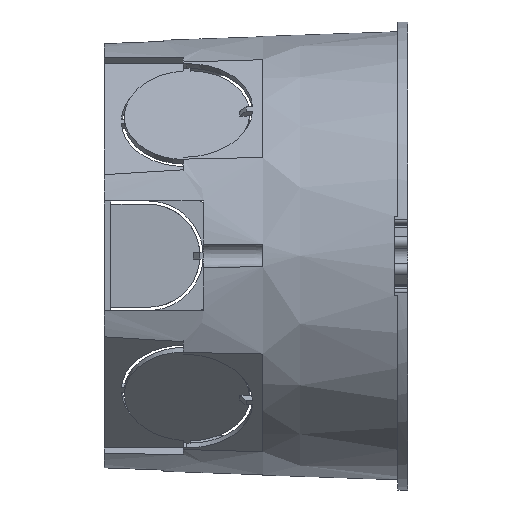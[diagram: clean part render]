
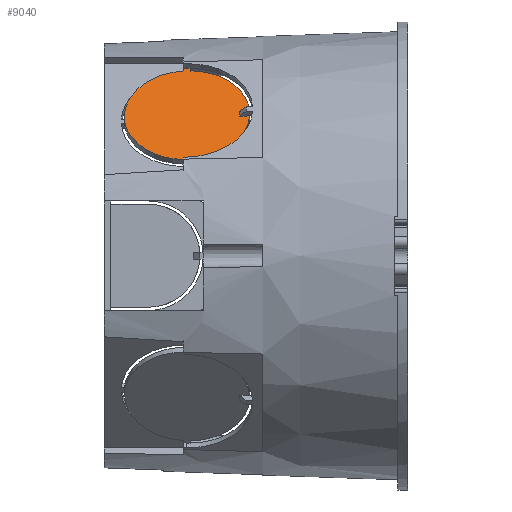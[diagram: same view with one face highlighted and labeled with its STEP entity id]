
A CAD part, left-side view. The second image highlights one B-rep face of the part: STEP entity #9040.
In plain terms, the highlighted planar face has unit normal (-0.707, 0.035, 0.707).
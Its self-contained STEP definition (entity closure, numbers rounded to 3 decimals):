
#841 = VERTEX_POINT ( 'NONE', #13301 ) ;
#897 = EDGE_CURVE ( 'NONE', #841, #1594, #14559, .T. ) ;
#1020 = ORIENTED_EDGE ( 'NONE', *, *, #1175, .F. ) ;
#1175 = EDGE_CURVE ( 'NONE', #17485, #18241, #20185, .T. ) ;
#1279 = DIRECTION ( 'NONE',  ( 0.707, -0.035, -0.707 ) ) ;
#1491 = EDGE_CURVE ( 'NONE', #14351, #8981, #6660, .T. ) ;
#1594 = VERTEX_POINT ( 'NONE', #13653 ) ;
#1768 = ORIENTED_EDGE ( 'NONE', *, *, #1491, .T. ) ;
#1823 = ORIENTED_EDGE ( 'NONE', *, *, #8033, .T. ) ;
#2313 = LINE ( 'NONE', #19159, #12504 ) ;
#2367 = ORIENTED_EDGE ( 'NONE', *, *, #18355, .T. ) ;
#2489 = ORIENTED_EDGE ( 'NONE', *, *, #10145, .T. ) ;
#2723 = EDGE_CURVE ( 'NONE', #1594, #20973, #6895, .T. ) ;
#3709 = CARTESIAN_POINT ( 'NONE',  ( -21.192, 23.984, 21.899 ) ) ;
#3919 = ORIENTED_EDGE ( 'NONE', *, *, #17995, .T. ) ;
#3982 = PLANE ( 'NONE',  #8409 ) ;
#4195 = CIRCLE ( 'NONE', #22166, 10. ) ;
#4495 = DIRECTION ( 'NONE',  ( -0.707, 0., -0.707 ) ) ;
#4603 = AXIS2_PLACEMENT_3D ( 'NONE', #12119, #1279, #13918 ) ;
#5452 = EDGE_CURVE ( 'NONE', #17000, #17485, #11013, .T. ) ;
#5740 = CARTESIAN_POINT ( 'NONE',  ( -21.311, 33.465, 21.311 ) ) ;
#5777 = CARTESIAN_POINT ( 'NONE',  ( -21.311, 33.465, 21.311 ) ) ;
#5807 = DIRECTION ( 'NONE',  ( 0.707, 0., 0.707 ) ) ;
#6073 = DIRECTION ( 'NONE',  ( -0.707, 0.035, 0.707 ) ) ;
#6219 = DIRECTION ( 'NONE',  ( 0.707, -0.035, -0.707 ) ) ;
#6225 = LINE ( 'NONE', #10928, #9904 ) ;
#6316 = EDGE_CURVE ( 'NONE', #8348, #8981, #12674, .T. ) ;
#6352 = CARTESIAN_POINT ( 'NONE',  ( -21.155, 25.465, 21.862 ) ) ;
#6660 = CIRCLE ( 'NONE', #18278, 9.5 ) ;
#6686 = CARTESIAN_POINT ( 'NONE',  ( -21.899, 23.984, 21.192 ) ) ;
#6832 = DIRECTION ( 'NONE',  ( -0.707, 0.035, 0.707 ) ) ;
#6895 = LINE ( 'NONE', #20190, #15901 ) ;
#6924 = AXIS2_PLACEMENT_3D ( 'NONE', #17599, #6832, #19388 ) ;
#6965 = DIRECTION ( 'NONE',  ( 0.707, -0.035, -0.707 ) ) ;
#7120 = EDGE_CURVE ( 'NONE', #20322, #8348, #18781, .T. ) ;
#7311 = DIRECTION ( 'NONE',  ( -0.707, 0., -0.707 ) ) ;
#7586 = DIRECTION ( 'NONE',  ( 0.707, 0., 0.707 ) ) ;
#7675 = CARTESIAN_POINT ( 'NONE',  ( -21.311, 33.465, 21.311 ) ) ;
#7797 = CARTESIAN_POINT ( 'NONE',  ( -13.544, 33., 29.101 ) ) ;
#8033 = EDGE_CURVE ( 'NONE', #18789, #20973, #15653, .T. ) ;
#8348 = VERTEX_POINT ( 'NONE', #12230 ) ;
#8382 = DIRECTION ( 'NONE',  ( -0.707, 0., -0.707 ) ) ;
#8409 = AXIS2_PLACEMENT_3D ( 'NONE', #5740, #16597, #5807 ) ;
#8974 = CARTESIAN_POINT ( 'NONE',  ( -28.005, 34., 14.591 ) ) ;
#8981 = VERTEX_POINT ( 'NONE', #12834 ) ;
#9040 = ADVANCED_FACE ( 'NONE', ( #17318 ), #3982, .T. ) ;
#9480 = DIRECTION ( 'NONE',  ( 0.707, 0., 0.707 ) ) ;
#9563 = CARTESIAN_POINT ( 'NONE',  ( -28.359, 34., 14.237 ) ) ;
#9637 = CARTESIAN_POINT ( 'NONE',  ( -14.24, 33.465, 28.382 ) ) ;
#9781 = VECTOR ( 'NONE', #15395, 1000. ) ;
#9904 = VECTOR ( 'NONE', #7311, 1000. ) ;
#10145 = EDGE_CURVE ( 'NONE', #16031, #21849, #2313, .T. ) ;
#10355 = EDGE_LOOP ( 'NONE', ( #3919, #2367, #1020, #16021, #17126, #1823, #22835, #23191, #17720, #1768, #23263, #14052, #16122, #2489 ) ) ;
#10450 = LINE ( 'NONE', #17111, #15227 ) ;
#10928 = CARTESIAN_POINT ( 'NONE',  ( -13.544, 33., 29.101 ) ) ;
#11013 = CIRCLE ( 'NONE', #4603, 10. ) ;
#11228 = DIRECTION ( 'NONE',  ( -0.025, -0.999, 0.025 ) ) ;
#12119 = CARTESIAN_POINT ( 'NONE',  ( -21.311, 33.465, 21.311 ) ) ;
#12133 = CIRCLE ( 'NONE', #6924, 9.5 ) ;
#12230 = CARTESIAN_POINT ( 'NONE',  ( -14.259, 33., 28.386 ) ) ;
#12504 = VECTOR ( 'NONE', #8382, 1000. ) ;
#12639 = LINE ( 'NONE', #17090, #22216 ) ;
#12674 = LINE ( 'NONE', #7797, #17435 ) ;
#12834 = CARTESIAN_POINT ( 'NONE',  ( -14.613, 33., 28.032 ) ) ;
#13178 = CARTESIAN_POINT ( 'NONE',  ( -14.237, 34., 28.359 ) ) ;
#13301 = CARTESIAN_POINT ( 'NONE',  ( -21.155, 25.465, 21.862 ) ) ;
#13576 = EDGE_CURVE ( 'NONE', #14351, #841, #12639, .T. ) ;
#13653 = CARTESIAN_POINT ( 'NONE',  ( -21.862, 25.465, 21.155 ) ) ;
#13910 = AXIS2_PLACEMENT_3D ( 'NONE', #17742, #6965, #19548 ) ;
#13918 = DIRECTION ( 'NONE',  ( 0.707, 0., 0.707 ) ) ;
#14052 = ORIENTED_EDGE ( 'NONE', *, *, #7120, .F. ) ;
#14351 = VERTEX_POINT ( 'NONE', #3709 ) ;
#14559 = LINE ( 'NONE', #6352, #9781 ) ;
#14807 = VERTEX_POINT ( 'NONE', #8974 ) ;
#15227 = VECTOR ( 'NONE', #4495, 1000. ) ;
#15395 = DIRECTION ( 'NONE',  ( -0.707, 0., -0.707 ) ) ;
#15653 = CIRCLE ( 'NONE', #17895, 9.5 ) ;
#15901 = VECTOR ( 'NONE', #11228, 1000. ) ;
#15966 = CARTESIAN_POINT ( 'NONE',  ( -28.382, 33.465, 14.24 ) ) ;
#16021 = ORIENTED_EDGE ( 'NONE', *, *, #5452, .F. ) ;
#16031 = VERTEX_POINT ( 'NONE', #13178 ) ;
#16122 = ORIENTED_EDGE ( 'NONE', *, *, #19265, .F. ) ;
#16597 = DIRECTION ( 'NONE',  ( -0.707, 0.035, 0.707 ) ) ;
#16778 = DIRECTION ( 'NONE',  ( -0.707, 0., -0.707 ) ) ;
#16797 = CARTESIAN_POINT ( 'NONE',  ( -14.591, 34., 28.005 ) ) ;
#16863 = CARTESIAN_POINT ( 'NONE',  ( -21.311, 33.465, 21.311 ) ) ;
#17000 = VERTEX_POINT ( 'NONE', #19698 ) ;
#17010 = CARTESIAN_POINT ( 'NONE',  ( -21.311, 33.465, 21.311 ) ) ;
#17090 = CARTESIAN_POINT ( 'NONE',  ( -21.241, 21.965, 21.949 ) ) ;
#17111 = CARTESIAN_POINT ( 'NONE',  ( -13.52, 34., 29.076 ) ) ;
#17126 = ORIENTED_EDGE ( 'NONE', *, *, #17596, .F. ) ;
#17318 = FACE_OUTER_BOUND ( 'NONE', #10355, .T. ) ;
#17435 = VECTOR ( 'NONE', #16778, 1000. ) ;
#17485 = VERTEX_POINT ( 'NONE', #15966 ) ;
#17596 = EDGE_CURVE ( 'NONE', #18789, #17000, #6225, .T. ) ;
#17599 = CARTESIAN_POINT ( 'NONE',  ( -21.311, 33.465, 21.311 ) ) ;
#17720 = ORIENTED_EDGE ( 'NONE', *, *, #13576, .F. ) ;
#17742 = CARTESIAN_POINT ( 'NONE',  ( -21.311, 33.465, 21.311 ) ) ;
#17895 = AXIS2_PLACEMENT_3D ( 'NONE', #5777, #18367, #7586 ) ;
#17995 = EDGE_CURVE ( 'NONE', #21849, #14807, #12133, .T. ) ;
#18241 = VERTEX_POINT ( 'NONE', #9563 ) ;
#18278 = AXIS2_PLACEMENT_3D ( 'NONE', #16863, #6073, #18662 ) ;
#18355 = EDGE_CURVE ( 'NONE', #14807, #18241, #10450, .T. ) ;
#18367 = DIRECTION ( 'NONE',  ( -0.707, 0.035, 0.707 ) ) ;
#18662 = DIRECTION ( 'NONE',  ( 0.707, 0., 0.707 ) ) ;
#18781 = CIRCLE ( 'NONE', #21353, 10. ) ;
#18789 = VERTEX_POINT ( 'NONE', #18909 ) ;
#18790 = DIRECTION ( 'NONE',  ( 0.707, 0., 0.707 ) ) ;
#18909 = CARTESIAN_POINT ( 'NONE',  ( -28.032, 33., 14.613 ) ) ;
#19159 = CARTESIAN_POINT ( 'NONE',  ( -13.52, 34., 29.076 ) ) ;
#19265 = EDGE_CURVE ( 'NONE', #16031, #20322, #4195, .T. ) ;
#19388 = DIRECTION ( 'NONE',  ( 0.707, 0., 0.707 ) ) ;
#19548 = DIRECTION ( 'NONE',  ( 0.707, 0., 0.707 ) ) ;
#19698 = CARTESIAN_POINT ( 'NONE',  ( -28.386, 33., 14.259 ) ) ;
#20185 = CIRCLE ( 'NONE', #13910, 10. ) ;
#20190 = CARTESIAN_POINT ( 'NONE',  ( -21.862, 25.465, 21.155 ) ) ;
#20267 = DIRECTION ( 'NONE',  ( 0.707, -0.035, -0.707 ) ) ;
#20322 = VERTEX_POINT ( 'NONE', #9637 ) ;
#20973 = VERTEX_POINT ( 'NONE', #6686 ) ;
#21353 = AXIS2_PLACEMENT_3D ( 'NONE', #7675, #20267, #9480 ) ;
#21849 = VERTEX_POINT ( 'NONE', #16797 ) ;
#22166 = AXIS2_PLACEMENT_3D ( 'NONE', #17010, #6219, #18790 ) ;
#22216 = VECTOR ( 'NONE', #22556, 1000. ) ;
#22556 = DIRECTION ( 'NONE',  ( 0.025, 0.999, -0.025 ) ) ;
#22835 = ORIENTED_EDGE ( 'NONE', *, *, #2723, .F. ) ;
#23191 = ORIENTED_EDGE ( 'NONE', *, *, #897, .F. ) ;
#23263 = ORIENTED_EDGE ( 'NONE', *, *, #6316, .F. ) ;
